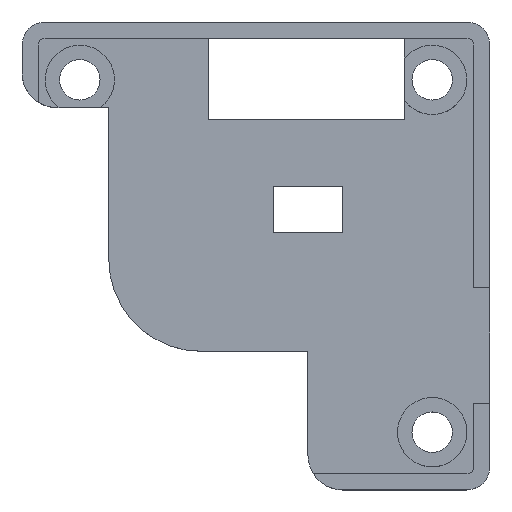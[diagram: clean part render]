
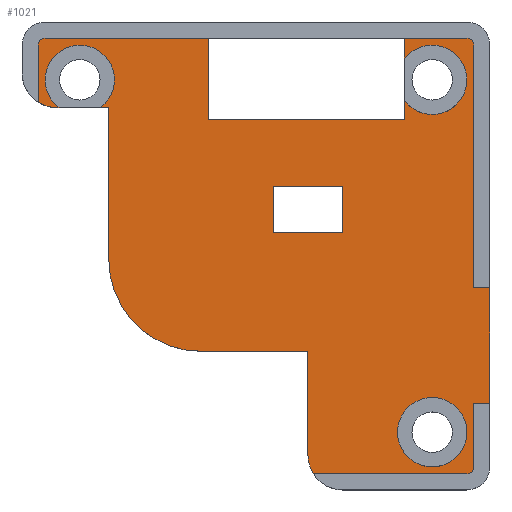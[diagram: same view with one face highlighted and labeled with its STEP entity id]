
A CAD part, top view. The second image highlights one B-rep face of the part: STEP entity #1021.
In plain terms, the highlighted planar face has unit normal (0, 0, 1).
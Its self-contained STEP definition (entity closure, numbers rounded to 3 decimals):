
#186=CARTESIAN_POINT('',(15.25,-15.25,1.4));
#187=DIRECTION('',(0.,0.,1.));
#188=DIRECTION('',(1.,0.,0.));
#189=AXIS2_PLACEMENT_3D('',#186,#187,#188);
#191=CARTESIAN_POINT('',(15.25,-15.25,1.4));
#192=DIRECTION('',(0.,0.,1.));
#193=DIRECTION('',(-1.,0.,0.));
#194=AXIS2_PLACEMENT_3D('',#191,#192,#193);
#196=DIRECTION('',(0.,-1.,0.));
#197=VECTOR('',#196,4.);
#198=CARTESIAN_POINT('',(1.5,6.,1.4));
#199=LINE('',#198,#197);
#200=DIRECTION('',(1.,0.,0.));
#201=VECTOR('',#200,6.);
#202=CARTESIAN_POINT('',(1.5,2.,1.4));
#203=LINE('',#202,#201);
#204=DIRECTION('',(0.,1.,0.));
#205=VECTOR('',#204,4.);
#206=CARTESIAN_POINT('',(7.5,2.,1.4));
#207=LINE('',#206,#205);
#208=DIRECTION('',(-1.,0.,0.));
#209=VECTOR('',#208,6.);
#210=CARTESIAN_POINT('',(7.5,6.,1.4));
#211=LINE('',#210,#209);
#212=CARTESIAN_POINT('',(-17.25,15.85,1.4));
#213=DIRECTION('',(0.,0.,1.));
#214=DIRECTION('',(-0.533,-0.846,0.));
#215=AXIS2_PLACEMENT_3D('',#212,#213,#214);
#217=DIRECTION('',(0.,1.,0.));
#218=VECTOR('',#217,4.938);
#219=CARTESIAN_POINT('',(-18.85,13.312,1.4));
#220=LINE('',#219,#218);
#221=CARTESIAN_POINT('',(-18.25,18.25,1.4));
#222=DIRECTION('',(0.,0.,1.));
#223=DIRECTION('',(0.,1.,0.));
#224=AXIS2_PLACEMENT_3D('',#221,#222,#223);
#226=DIRECTION('',(1.,0.,0.));
#227=VECTOR('',#226,14.1);
#228=CARTESIAN_POINT('',(-18.25,18.85,1.4));
#229=LINE('',#228,#227);
#230=DIRECTION('',(0.,-1.,0.));
#231=VECTOR('',#230,7.05);
#232=CARTESIAN_POINT('',(-4.15,18.85,1.4));
#233=LINE('',#232,#231);
#234=DIRECTION('',(1.,0.,0.));
#235=VECTOR('',#234,17.);
#236=CARTESIAN_POINT('',(-4.15,11.8,1.4));
#237=LINE('',#236,#235);
#238=DIRECTION('',(0.,-1.,0.));
#239=VECTOR('',#238,1.65);
#240=CARTESIAN_POINT('',(12.85,13.45,1.4));
#241=LINE('',#240,#239);
#242=DIRECTION('',(0.,-1.,0.));
#243=VECTOR('',#242,1.8);
#244=CARTESIAN_POINT('',(12.85,18.85,1.4));
#245=LINE('',#244,#243);
#246=DIRECTION('',(1.,0.,0.));
#247=VECTOR('',#246,5.4);
#248=CARTESIAN_POINT('',(12.85,18.85,1.4));
#249=LINE('',#248,#247);
#250=CARTESIAN_POINT('',(18.25,18.25,1.4));
#251=DIRECTION('',(0.,0.,1.));
#252=DIRECTION('',(1.,0.,0.));
#253=AXIS2_PLACEMENT_3D('',#250,#251,#252);
#255=DIRECTION('',(0.,-1.,0.));
#256=VECTOR('',#255,21.);
#257=CARTESIAN_POINT('',(18.85,18.25,1.4));
#258=LINE('',#257,#256);
#259=DIRECTION('',(-1.,0.,0.));
#260=VECTOR('',#259,1.4);
#261=CARTESIAN_POINT('',(20.25,-2.75,1.4));
#262=LINE('',#261,#260);
#263=DIRECTION('',(1.,0.,0.));
#264=VECTOR('',#263,1.4);
#265=CARTESIAN_POINT('',(18.85,-12.75,1.4));
#266=LINE('',#265,#264);
#267=DIRECTION('',(0.,-1.,0.));
#268=VECTOR('',#267,5.5);
#269=CARTESIAN_POINT('',(18.85,-12.75,1.4));
#270=LINE('',#269,#268);
#271=CARTESIAN_POINT('',(18.25,-18.25,1.4));
#272=DIRECTION('',(0.,0.,1.));
#273=DIRECTION('',(0.,-1.,0.));
#274=AXIS2_PLACEMENT_3D('',#271,#272,#273);
#276=DIRECTION('',(-1.,0.,0.));
#277=VECTOR('',#276,13.288);
#278=CARTESIAN_POINT('',(18.25,-18.85,1.4));
#279=LINE('',#278,#277);
#280=CARTESIAN_POINT('',(7.5,-17.25,1.4));
#281=DIRECTION('',(0.,0.,1.));
#282=DIRECTION('',(-1.,0.,0.));
#283=AXIS2_PLACEMENT_3D('',#280,#281,#282);
#285=DIRECTION('',(0.,1.,0.));
#286=VECTOR('',#285,9.);
#287=CARTESIAN_POINT('',(4.5,-17.25,1.4));
#288=LINE('',#287,#286);
#289=DIRECTION('',(-1.,0.,0.));
#290=VECTOR('',#289,9.25);
#291=CARTESIAN_POINT('',(4.5,-8.25,1.4));
#292=LINE('',#291,#290);
#293=CARTESIAN_POINT('',(-4.75,-0.25,1.4));
#294=DIRECTION('',(0.,0.,1.));
#295=DIRECTION('',(-1.,0.,0.));
#296=AXIS2_PLACEMENT_3D('',#293,#294,#295);
#298=DIRECTION('',(0.,1.,0.));
#299=VECTOR('',#298,13.1);
#300=CARTESIAN_POINT('',(-12.75,-0.25,1.4));
#301=LINE('',#300,#299);
#302=DIRECTION('',(1.,0.,0.));
#303=VECTOR('',#302,0.7);
#304=CARTESIAN_POINT('',(-13.45,12.85,1.4));
#305=LINE('',#304,#303);
#306=DIRECTION('',(1.,0.,0.));
#307=VECTOR('',#306,0.2);
#308=CARTESIAN_POINT('',(-17.25,12.85,1.4));
#309=LINE('',#308,#307);
#438=DIRECTION('',(0.,1.,0.));
#439=VECTOR('',#438,10.);
#440=CARTESIAN_POINT('',(20.25,-12.75,1.4));
#441=LINE('',#440,#439);
#502=CARTESIAN_POINT('',(-15.25,15.25,1.4));
#503=DIRECTION('',(0.,0.,-1.));
#504=DIRECTION('',(-0.6,-0.8,0.));
#505=AXIS2_PLACEMENT_3D('',#502,#503,#504);
#544=CARTESIAN_POINT('',(15.25,15.25,1.4));
#545=DIRECTION('',(0.,0.,-1.));
#546=DIRECTION('',(-0.8,0.6,0.));
#547=AXIS2_PLACEMENT_3D('',#544,#545,#546);
#630=CARTESIAN_POINT('',(18.85,18.25,1.4));
#631=CARTESIAN_POINT('',(18.25,18.85,1.4));
#632=VERTEX_POINT('',#630);
#633=VERTEX_POINT('',#631);
#634=CARTESIAN_POINT('',(18.25,-18.85,1.4));
#635=CARTESIAN_POINT('',(18.85,-18.25,1.4));
#636=VERTEX_POINT('',#634);
#637=VERTEX_POINT('',#635);
#638=CARTESIAN_POINT('',(-18.25,18.85,1.4));
#639=CARTESIAN_POINT('',(-18.85,18.25,1.4));
#640=VERTEX_POINT('',#638);
#641=VERTEX_POINT('',#639);
#682=CARTESIAN_POINT('',(1.5,6.,1.4));
#683=CARTESIAN_POINT('',(1.5,2.,1.4));
#684=VERTEX_POINT('',#682);
#685=VERTEX_POINT('',#683);
#686=CARTESIAN_POINT('',(7.5,2.,1.4));
#687=VERTEX_POINT('',#686);
#688=CARTESIAN_POINT('',(7.5,6.,1.4));
#689=VERTEX_POINT('',#688);
#690=CARTESIAN_POINT('',(-4.15,18.85,1.4));
#691=CARTESIAN_POINT('',(-4.15,11.8,1.4));
#692=VERTEX_POINT('',#690);
#693=VERTEX_POINT('',#691);
#694=CARTESIAN_POINT('',(12.85,11.8,1.4));
#695=VERTEX_POINT('',#694);
#696=CARTESIAN_POINT('',(12.85,18.85,1.4));
#697=CARTESIAN_POINT('',(12.85,17.05,1.4));
#698=VERTEX_POINT('',#696);
#699=VERTEX_POINT('',#697);
#701=CARTESIAN_POINT('',(4.5,-8.25,1.4));
#703=VERTEX_POINT('',#701);
#708=CARTESIAN_POINT('',(18.25,-15.25,1.4));
#709=CARTESIAN_POINT('',(12.25,-15.25,1.4));
#710=VERTEX_POINT('',#708);
#711=VERTEX_POINT('',#709);
#712=CARTESIAN_POINT('',(12.85,13.45,1.4));
#713=VERTEX_POINT('',#712);
#714=CARTESIAN_POINT('',(-13.45,12.85,1.4));
#715=CARTESIAN_POINT('',(-12.75,12.85,1.4));
#716=VERTEX_POINT('',#714);
#717=VERTEX_POINT('',#715);
#726=CARTESIAN_POINT('',(-17.05,12.85,1.4));
#727=VERTEX_POINT('',#726);
#730=CARTESIAN_POINT('',(20.25,-12.75,1.4));
#731=CARTESIAN_POINT('',(20.25,-2.75,1.4));
#732=VERTEX_POINT('',#730);
#733=VERTEX_POINT('',#731);
#738=CARTESIAN_POINT('',(18.85,-12.75,1.4));
#740=VERTEX_POINT('',#738);
#742=CARTESIAN_POINT('',(18.85,-2.75,1.4));
#744=VERTEX_POINT('',#742);
#746=CARTESIAN_POINT('',(-12.75,-0.25,1.4));
#747=CARTESIAN_POINT('',(-4.75,-8.25,1.4));
#748=VERTEX_POINT('',#746);
#749=VERTEX_POINT('',#747);
#758=CARTESIAN_POINT('',(-18.85,13.312,1.4));
#759=VERTEX_POINT('',#758);
#760=CARTESIAN_POINT('',(-17.25,12.85,1.4));
#761=VERTEX_POINT('',#760);
#770=CARTESIAN_POINT('',(4.5,-17.25,1.4));
#771=VERTEX_POINT('',#770);
#772=CARTESIAN_POINT('',(4.962,-18.85,1.4));
#773=VERTEX_POINT('',#772);
#947=CARTESIAN_POINT('',(0.,0.,1.4));
#948=DIRECTION('',(0.,0.,1.));
#949=DIRECTION('',(1.,0.,0.));
#950=AXIS2_PLACEMENT_3D('',#947,#948,#949);
#951=PLANE('',#950);
#953=ORIENTED_EDGE('',*,*,#952,.F.);
#955=ORIENTED_EDGE('',*,*,#954,.T.);
#957=ORIENTED_EDGE('',*,*,#956,.F.);
#959=ORIENTED_EDGE('',*,*,#958,.T.);
#961=ORIENTED_EDGE('',*,*,#960,.T.);
#963=ORIENTED_EDGE('',*,*,#962,.T.);
#965=ORIENTED_EDGE('',*,*,#964,.F.);
#967=ORIENTED_EDGE('',*,*,#966,.F.);
#969=ORIENTED_EDGE('',*,*,#968,.F.);
#971=ORIENTED_EDGE('',*,*,#970,.T.);
#973=ORIENTED_EDGE('',*,*,#972,.F.);
#975=ORIENTED_EDGE('',*,*,#974,.T.);
#977=ORIENTED_EDGE('',*,*,#976,.F.);
#979=ORIENTED_EDGE('',*,*,#978,.F.);
#981=ORIENTED_EDGE('',*,*,#980,.F.);
#983=ORIENTED_EDGE('',*,*,#982,.T.);
#985=ORIENTED_EDGE('',*,*,#984,.F.);
#987=ORIENTED_EDGE('',*,*,#986,.T.);
#989=ORIENTED_EDGE('',*,*,#988,.F.);
#991=ORIENTED_EDGE('',*,*,#990,.T.);
#993=ORIENTED_EDGE('',*,*,#992,.T.);
#995=ORIENTED_EDGE('',*,*,#994,.F.);
#997=ORIENTED_EDGE('',*,*,#996,.T.);
#999=ORIENTED_EDGE('',*,*,#998,.F.);
#1001=ORIENTED_EDGE('',*,*,#1000,.F.);
#1003=ORIENTED_EDGE('',*,*,#1002,.F.);
#1004=EDGE_LOOP('',(#953,#955,#957,#959,#961,#963,#965,#967,#969,#971,#973,#975,
#977,#979,#981,#983,#985,#987,#989,#991,#993,#995,#997,#999,#1001,#1003));
#1005=FACE_OUTER_BOUND('',#1004,.F.);
#1007=ORIENTED_EDGE('',*,*,#1006,.T.);
#1009=ORIENTED_EDGE('',*,*,#1008,.T.);
#1011=ORIENTED_EDGE('',*,*,#1010,.T.);
#1013=ORIENTED_EDGE('',*,*,#1012,.T.);
#1014=EDGE_LOOP('',(#1007,#1009,#1011,#1013));
#1015=FACE_BOUND('',#1014,.F.);
#1016=ORIENTED_EDGE('',*,*,#937,.T.);
#1018=ORIENTED_EDGE('',*,*,#1017,.T.);
#1019=EDGE_LOOP('',(#1016,#1018));
#1020=FACE_BOUND('',#1019,.F.);
#1021=ADVANCED_FACE('',(#1005,#1015,#1020),#951,.T.);
#190=CIRCLE('',#189,3.);
#195=CIRCLE('',#194,3.);
#216=CIRCLE('',#215,3.);
#225=CIRCLE('',#224,0.6);
#254=CIRCLE('',#253,0.6);
#275=CIRCLE('',#274,0.6);
#284=CIRCLE('',#283,3.);
#297=CIRCLE('',#296,8.);
#506=CIRCLE('',#505,3.);
#548=CIRCLE('',#547,3.);
#937=EDGE_CURVE('',#710,#711,#190,.T.);
#952=EDGE_CURVE('',#759,#761,#216,.T.);
#954=EDGE_CURVE('',#759,#641,#220,.T.);
#956=EDGE_CURVE('',#640,#641,#225,.T.);
#958=EDGE_CURVE('',#640,#692,#229,.T.);
#960=EDGE_CURVE('',#692,#693,#233,.T.);
#962=EDGE_CURVE('',#693,#695,#237,.T.);
#964=EDGE_CURVE('',#713,#695,#241,.T.);
#966=EDGE_CURVE('',#699,#713,#548,.T.);
#968=EDGE_CURVE('',#698,#699,#245,.T.);
#970=EDGE_CURVE('',#698,#633,#249,.T.);
#972=EDGE_CURVE('',#632,#633,#254,.T.);
#974=EDGE_CURVE('',#632,#744,#258,.T.);
#976=EDGE_CURVE('',#733,#744,#262,.T.);
#978=EDGE_CURVE('',#732,#733,#441,.T.);
#980=EDGE_CURVE('',#740,#732,#266,.T.);
#982=EDGE_CURVE('',#740,#637,#270,.T.);
#984=EDGE_CURVE('',#636,#637,#275,.T.);
#986=EDGE_CURVE('',#636,#773,#279,.T.);
#988=EDGE_CURVE('',#771,#773,#284,.T.);
#990=EDGE_CURVE('',#771,#703,#288,.T.);
#992=EDGE_CURVE('',#703,#749,#292,.T.);
#994=EDGE_CURVE('',#748,#749,#297,.T.);
#996=EDGE_CURVE('',#748,#717,#301,.T.);
#998=EDGE_CURVE('',#716,#717,#305,.T.);
#1000=EDGE_CURVE('',#727,#716,#506,.T.);
#1002=EDGE_CURVE('',#761,#727,#309,.T.);
#1006=EDGE_CURVE('',#684,#685,#199,.T.);
#1008=EDGE_CURVE('',#685,#687,#203,.T.);
#1010=EDGE_CURVE('',#687,#689,#207,.T.);
#1012=EDGE_CURVE('',#689,#684,#211,.T.);
#1017=EDGE_CURVE('',#711,#710,#195,.T.);
